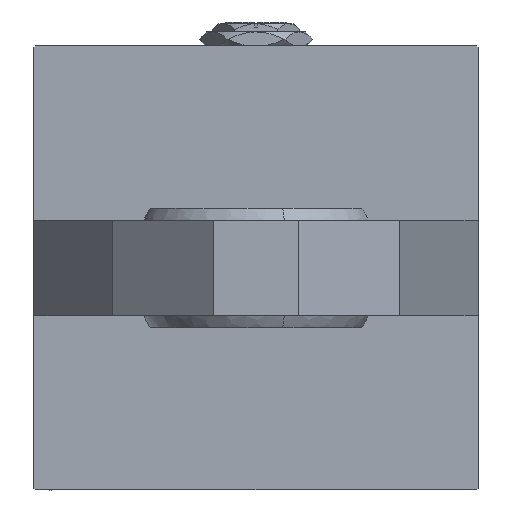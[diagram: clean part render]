
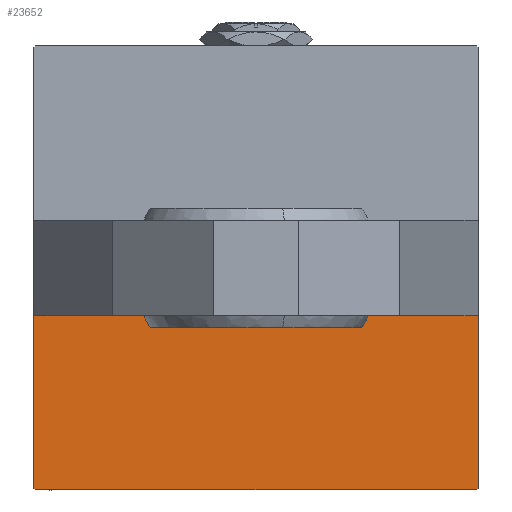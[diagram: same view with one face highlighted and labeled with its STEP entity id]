
A CAD part, left-side view. The second image highlights one B-rep face of the part: STEP entity #23652.
In plain terms, the highlighted planar face has unit normal (-1, 0, 0).
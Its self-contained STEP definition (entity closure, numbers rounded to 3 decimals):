
#566 = EDGE_CURVE ( 'NONE', #43856, #37478, #17134, .T. ) ;
#1974 = CARTESIAN_POINT ( 'NONE',  ( 0., 65., -65. ) ) ;
#3704 = ORIENTED_EDGE ( 'NONE', *, *, #566, .T. ) ;
#4683 = LINE ( 'NONE', #21104, #24395 ) ;
#4909 = VECTOR ( 'NONE', #25523, 1000. ) ;
#5168 = VECTOR ( 'NONE', #14204, 1000. ) ;
#5832 = VERTEX_POINT ( 'NONE', #53085 ) ;
#5898 = EDGE_CURVE ( 'NONE', #32085, #37478, #4683, .T. ) ;
#6543 = AXIS2_PLACEMENT_3D ( 'NONE', #32535, #31553, #52239 ) ;
#8002 = ORIENTED_EDGE ( 'NONE', *, *, #21812, .F. ) ;
#8051 = FACE_OUTER_BOUND ( 'NONE', #27477, .T. ) ;
#11310 = ORIENTED_EDGE ( 'NONE', *, *, #5898, .F. ) ;
#11393 = DIRECTION ( 'NONE',  ( 0., -0.707, 0.707 ) ) ;
#11828 = ORIENTED_EDGE ( 'NONE', *, *, #24531, .T. ) ;
#14204 = DIRECTION ( 'NONE',  ( 0., 0., -1. ) ) ;
#14472 = LINE ( 'NONE', #34647, #5168 ) ;
#15141 = PLANE ( 'NONE',  #6543 ) ;
#15683 = CARTESIAN_POINT ( 'NONE',  ( 0., -64.75, -64.75 ) ) ;
#17134 = LINE ( 'NONE', #45372, #24177 ) ;
#17708 = CARTESIAN_POINT ( 'NONE',  ( 0., -65., -64.5 ) ) ;
#20314 = LINE ( 'NONE', #1974, #49467 ) ;
#21104 = CARTESIAN_POINT ( 'NONE',  ( 0., 65., 65. ) ) ;
#21194 = ORIENTED_EDGE ( 'NONE', *, *, #33361, .T. ) ;
#21740 = LINE ( 'NONE', #29811, #4909 ) ;
#21812 = EDGE_CURVE ( 'NONE', #43856, #23823, #21740, .T. ) ;
#22071 = VECTOR ( 'NONE', #11393, 1000. ) ;
#23652 = ADVANCED_FACE ( 'NONE', ( #8051 ), #15141, .T. ) ;
#23823 = VERTEX_POINT ( 'NONE', #17708 ) ;
#24177 = VECTOR ( 'NONE', #41350, 1000. ) ;
#24382 = EDGE_CURVE ( 'NONE', #5832, #34935, #20314, .T. ) ;
#24395 = VECTOR ( 'NONE', #32669, 1000. ) ;
#24531 = EDGE_CURVE ( 'NONE', #34935, #23823, #47689, .T. ) ;
#25523 = DIRECTION ( 'NONE',  ( 0., 0., -1. ) ) ;
#26389 = CARTESIAN_POINT ( 'NONE',  ( 0., -14., 65. ) ) ;
#27477 = EDGE_LOOP ( 'NONE', ( #11310, #21194, #40825, #11828, #8002, #3704 ) ) ;
#29726 = CARTESIAN_POINT ( 'NONE',  ( 0., -64.5, -65. ) ) ;
#29811 = CARTESIAN_POINT ( 'NONE',  ( 0., -65., 65. ) ) ;
#31553 = DIRECTION ( 'NONE',  ( -1., 0., 0. ) ) ;
#32085 = VERTEX_POINT ( 'NONE', #26389 ) ;
#32535 = CARTESIAN_POINT ( 'NONE',  ( 0., 0., 0. ) ) ;
#32669 = DIRECTION ( 'NONE',  ( 0., -1., 0. ) ) ;
#33361 = EDGE_CURVE ( 'NONE', #32085, #5832, #14472, .T. ) ;
#34647 = CARTESIAN_POINT ( 'NONE',  ( 0., -14., 65. ) ) ;
#34935 = VERTEX_POINT ( 'NONE', #29726 ) ;
#37478 = VERTEX_POINT ( 'NONE', #47672 ) ;
#38828 = DIRECTION ( 'NONE',  ( 0., -1., 0. ) ) ;
#40825 = ORIENTED_EDGE ( 'NONE', *, *, #24382, .T. ) ;
#41350 = DIRECTION ( 'NONE',  ( 0., 0.707, 0.707 ) ) ;
#43856 = VERTEX_POINT ( 'NONE', #50399 ) ;
#45372 = CARTESIAN_POINT ( 'NONE',  ( 0., -64.75, 64.75 ) ) ;
#47672 = CARTESIAN_POINT ( 'NONE',  ( 0., -64.5, 65. ) ) ;
#47689 = LINE ( 'NONE', #15683, #22071 ) ;
#49467 = VECTOR ( 'NONE', #38828, 1000. ) ;
#50399 = CARTESIAN_POINT ( 'NONE',  ( 0., -65., 64.5 ) ) ;
#52239 = DIRECTION ( 'NONE',  ( 0., 0., 1. ) ) ;
#53085 = CARTESIAN_POINT ( 'NONE',  ( 0., -14., -65. ) ) ;
